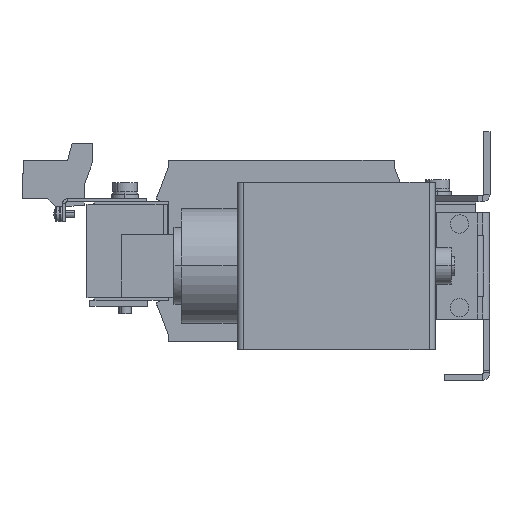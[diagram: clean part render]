
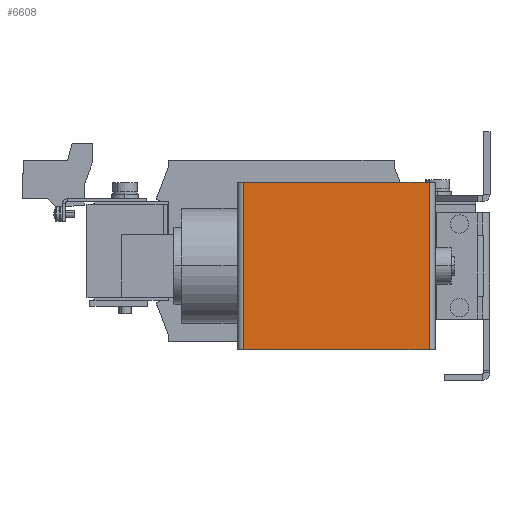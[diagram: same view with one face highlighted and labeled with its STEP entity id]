
A CAD part, left-side view. The second image highlights one B-rep face of the part: STEP entity #6608.
In plain terms, the highlighted planar face has unit normal (-1, 0, 0).
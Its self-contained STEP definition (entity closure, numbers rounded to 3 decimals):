
#194 = VERTEX_POINT ( 'NONE', #7399 ) ;
#198 = VECTOR ( 'NONE', #4400, 1000. ) ;
#541 = VECTOR ( 'NONE', #11776, 1000. ) ;
#936 = CARTESIAN_POINT ( 'NONE',  ( -307.5, 5.5, -64.75 ) ) ;
#2390 = VECTOR ( 'NONE', #10747, 1000. ) ;
#2454 = LINE ( 'NONE', #9000, #198 ) ;
#3394 = LINE ( 'NONE', #936, #2390 ) ;
#4400 = DIRECTION ( 'NONE',  ( 0., 0., 1. ) ) ;
#5725 = ORIENTED_EDGE ( 'NONE', *, *, #17138, .T. ) ;
#6608 = ADVANCED_FACE ( 'Defeature ausgef�hrt3_29', ( #12547 ), #14308, .F. ) ;
#6917 = CARTESIAN_POINT ( 'NONE',  ( -307.5, 131.5, -64.75 ) ) ;
#7057 = EDGE_CURVE ( 'Defeature ausgef�hrt3_29+Defeature ausgef�hrt3_26+Defeature ausgef�hrt3_28+Defeature ausgef�hrt3_30', #16956, #194, #3394, .T. ) ;
#7399 = CARTESIAN_POINT ( 'NONE',  ( -307.5, 5.5, 45.25 ) ) ;
#7485 = CARTESIAN_POINT ( 'NONE',  ( -307.5, 5.5, -64.75 ) ) ;
#7885 = DIRECTION ( 'NONE',  ( 0., 1., 0. ) ) ;
#8100 = CARTESIAN_POINT ( 'NONE',  ( -307.5, 131.5, -9.75 ) ) ;
#8568 = CARTESIAN_POINT ( 'NONE',  ( -307.5, 127.5, 45.25 ) ) ;
#9000 = CARTESIAN_POINT ( 'NONE',  ( -307.5, 127.5, 45.25 ) ) ;
#10316 = LINE ( 'NONE', #12436, #19409 ) ;
#10598 = ORIENTED_EDGE ( 'NONE', *, *, #7057, .T. ) ;
#10747 = DIRECTION ( 'NONE',  ( 0., 0., 1. ) ) ;
#11776 = DIRECTION ( 'NONE',  ( 0., -1., 0. ) ) ;
#12224 = AXIS2_PLACEMENT_3D ( 'NONE', #8100, #14451, #7885 ) ;
#12362 = CARTESIAN_POINT ( 'NONE',  ( -307.5, 127.5, -64.75 ) ) ;
#12436 = CARTESIAN_POINT ( 'NONE',  ( -307.5, 131.5, 45.25 ) ) ;
#12547 = FACE_OUTER_BOUND ( 'NONE', #19396, .T. ) ;
#14308 = PLANE ( 'NONE',  #12224 ) ;
#14451 = DIRECTION ( 'NONE',  ( 1., 0., 0. ) ) ;
#14625 = ORIENTED_EDGE ( 'NONE', *, *, #20356, .T. ) ;
#14940 = LINE ( 'NONE', #6917, #541 ) ;
#16193 = DIRECTION ( 'NONE',  ( 0., 1., 0. ) ) ;
#16956 = VERTEX_POINT ( 'NONE', #7485 ) ;
#17012 = VERTEX_POINT ( 'NONE', #12362 ) ;
#17138 = EDGE_CURVE ( 'Defeature ausgef�hrt3_29+Defeature ausgef�hrt3_30+Defeature ausgef�hrt3_26+Defeature ausgef�hrt3_34', #194, #19880, #10316, .T. ) ;
#18132 = EDGE_CURVE ( 'Defeature ausgef�hrt3_34+Defeature ausgef�hrt3_29+Defeature ausgef�hrt3_31+Defeature ausgef�hrt3_32', #17012, #19880, #2454, .T. ) ;
#18671 = ORIENTED_EDGE ( 'NONE', *, *, #18132, .F. ) ;
#19396 = EDGE_LOOP ( 'NONE', ( #10598, #5725, #18671, #14625 ) ) ;
#19409 = VECTOR ( 'NONE', #16193, 1000. ) ;
#19880 = VERTEX_POINT ( 'NONE', #8568 ) ;
#20356 = EDGE_CURVE ( 'Defeature ausgef�hrt3_29+Defeature ausgef�hrt3_28+Defeature ausgef�hrt3_34+Defeature ausgef�hrt3_26', #17012, #16956, #14940, .T. ) ;
